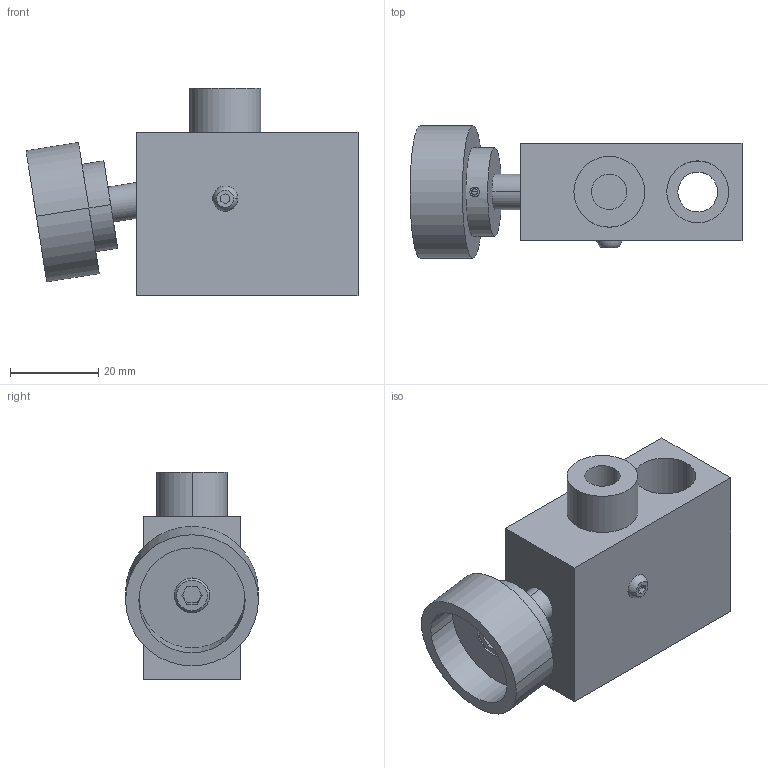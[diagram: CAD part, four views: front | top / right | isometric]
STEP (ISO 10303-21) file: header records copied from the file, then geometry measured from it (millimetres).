
FILE_DESCRIPTION (( 'STEP AP203' ), '1' );
FILE_NAME ('bj350-08001c.STEP', '2021-10-25T01:24:03', ( '' ), ( '' ), 'SwSTEP 2.0', 'SolidWorks 2020', '' );
FILE_SCHEMA (( 'CONFIG_CONTROL_DESIGN' ));
Length unit declared in the file: millimetre
Products named in the file (3): bj350-08001c_01; bj350-08001c; bj350-08001c_02
Assembly tree (2 placements, depth 2):
  bj350-08001c
    bj350-08001c_01
    bj350-08001c_02
Bounding box: 75.04 x 30 x 47 mm (x, y, z)
Volume: 43235.2 mm3; surface area: 16020.3 mm2
Topology: 2 solids, 2 shells, 62 faces, 129 edges, 84 vertices
Faces by surface type: plane 32, cylinder 26, torus 2, cone 2
Entity records: 2020 total; most frequent: CARTESIAN_POINT 348, DIRECTION 309, ORIENTED_EDGE 258, EDGE_CURVE 129, AXIS2_PLACEMENT_3D 119, VERTEX_POINT 84, EDGE_LOOP 77, LINE 71
